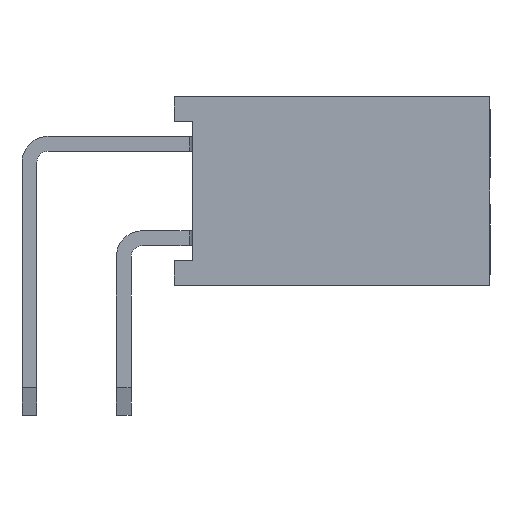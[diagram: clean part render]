
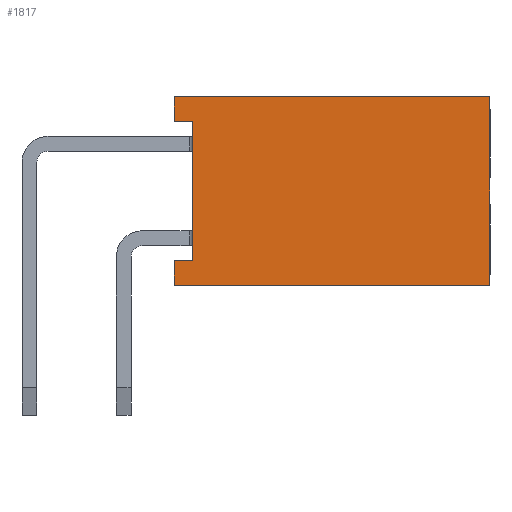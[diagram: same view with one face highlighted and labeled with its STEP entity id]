
A CAD part, left-side view. The second image highlights one B-rep face of the part: STEP entity #1817.
In plain terms, the highlighted planar face has unit normal (-1, 0, 0).
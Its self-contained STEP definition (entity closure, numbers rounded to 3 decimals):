
#1817=ADVANCED_FACE('',(#18283),#18285,.T.);
#18283=FACE_BOUND('',#18284,.T.);
#18284=EDGE_LOOP('',(#31437,#31438,#31439,#31440,#31441,#31442,#31443,#31444));
#18285=PLANE('',#18286);
#18286=AXIS2_PLACEMENT_3D('',#18287,#18288,#18289);
#18287=CARTESIAN_POINT('',(-1.27,-1.36,5.08));
#18288=DIRECTION('',(-1.,0.,0.));
#18289=DIRECTION('',(0.,0.,-1.));
#31437=ORIENTED_EDGE('',*,*,#41245,.T.);
#31438=ORIENTED_EDGE('',*,*,#41246,.T.);
#31439=ORIENTED_EDGE('',*,*,#41247,.T.);
#31440=ORIENTED_EDGE('',*,*,#41248,.F.);
#31441=ORIENTED_EDGE('',*,*,#41249,.F.);
#31442=ORIENTED_EDGE('',*,*,#41250,.T.);
#31443=ORIENTED_EDGE('',*,*,#41251,.T.);
#31444=ORIENTED_EDGE('',*,*,#40805,.T.);
#40805=EDGE_CURVE('',#46369,#46370,#46371,.T.);
#41245=EDGE_CURVE('',#46370,#47069,#47070,.F.);
#41246=EDGE_CURVE('',#47069,#47071,#47072,.T.);
#41247=EDGE_CURVE('',#47071,#47073,#47074,.T.);
#41248=EDGE_CURVE('',#47075,#47073,#47076,.T.);
#41249=EDGE_CURVE('',#47077,#47075,#47078,.T.);
#41250=EDGE_CURVE('',#47077,#47079,#47080,.T.);
#41251=EDGE_CURVE('',#47079,#46369,#47081,.F.);
#46369=VERTEX_POINT('',#55809);
#46370=VERTEX_POINT('',#55810);
#46371=LINE('',#55811,#55812);
#47069=VERTEX_POINT('',#57389);
#47070=LINE('',#57390,#57391);
#47071=VERTEX_POINT('',#57393);
#47072=LINE('',#57394,#57395);
#47073=VERTEX_POINT('',#57397);
#47074=LINE('',#57398,#57399);
#47075=VERTEX_POINT('',#57401);
#47076=LINE('',#57402,#57403);
#47077=VERTEX_POINT('',#57405);
#47078=LINE('',#57406,#57407);
#47079=VERTEX_POINT('',#57409);
#47080=LINE('',#57410,#57411);
#47081=LINE('',#57413,#57414);
#55809=CARTESIAN_POINT('',(-1.27,-1.86,4.41));
#55810=CARTESIAN_POINT('',(-1.27,-1.86,0.67));
#55811=CARTESIAN_POINT('',(-1.27,-1.86,4.41));
#55812=VECTOR('',#55813,1.);
#55813=DIRECTION('',(0.,0.,-1.));
#57389=CARTESIAN_POINT('',(-1.27,-1.36,0.67));
#57390=CARTESIAN_POINT('',(-1.27,-1.36,0.67));
#57391=VECTOR('',#57392,1.);
#57392=DIRECTION('',(0.,-1.,0.));
#57393=CARTESIAN_POINT('',(-1.27,-1.36,0.));
#57394=CARTESIAN_POINT('',(-1.27,-1.36,0.67));
#57395=VECTOR('',#57396,1.);
#57396=DIRECTION('',(0.,0.,-1.));
#57397=CARTESIAN_POINT('',(-1.27,-9.86,0.));
#57398=CARTESIAN_POINT('',(-1.27,-1.36,0.));
#57399=VECTOR('',#57400,1.);
#57400=DIRECTION('',(0.,-1.,0.));
#57401=CARTESIAN_POINT('',(-1.27,-9.86,5.08));
#57402=CARTESIAN_POINT('',(-1.27,-9.86,5.08));
#57403=VECTOR('',#57404,1.);
#57404=DIRECTION('',(0.,0.,-1.));
#57405=CARTESIAN_POINT('',(-1.27,-1.36,5.08));
#57406=CARTESIAN_POINT('',(-1.27,-1.36,5.08));
#57407=VECTOR('',#57408,1.);
#57408=DIRECTION('',(0.,-1.,0.));
#57409=CARTESIAN_POINT('',(-1.27,-1.36,4.41));
#57410=CARTESIAN_POINT('',(-1.27,-1.36,5.08));
#57411=VECTOR('',#57412,1.);
#57412=DIRECTION('',(0.,0.,-1.));
#57413=CARTESIAN_POINT('',(-1.27,-1.86,4.41));
#57414=VECTOR('',#57415,1.);
#57415=DIRECTION('',(0.,1.,0.));
